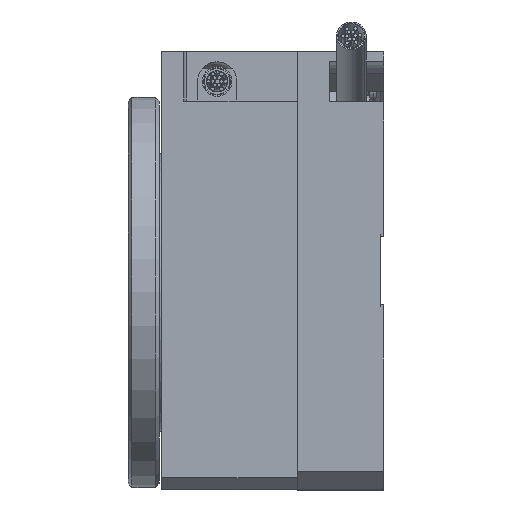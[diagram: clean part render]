
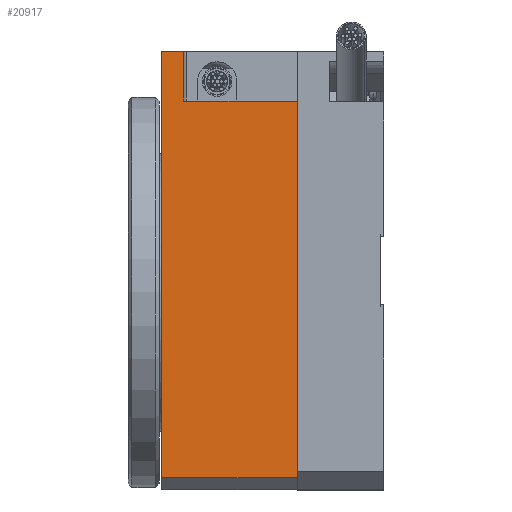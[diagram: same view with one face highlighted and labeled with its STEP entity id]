
A CAD part, left-side view. The second image highlights one B-rep face of the part: STEP entity #20917.
In plain terms, the highlighted planar face has unit normal (-1, 0, 0).
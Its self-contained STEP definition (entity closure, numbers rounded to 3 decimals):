
#2882 = VERTEX_POINT ( 'NONE', #24179 ) ;
#3508 = ORIENTED_EDGE ( 'NONE', *, *, #10561, .T. ) ;
#5333 = LINE ( 'NONE', #25980, #7261 ) ;
#5745 = CARTESIAN_POINT ( 'NONE',  ( -16., 0., -15. ) ) ;
#6452 = LINE ( 'NONE', #25438, #16442 ) ;
#6579 = VECTOR ( 'NONE', #39856, 1000. ) ;
#6652 = LINE ( 'NONE', #31122, #39150 ) ;
#7261 = VECTOR ( 'NONE', #38320, 1000. ) ;
#8675 = ORIENTED_EDGE ( 'NONE', *, *, #25643, .F. ) ;
#10561 = EDGE_CURVE ( 'NONE', #38218, #34894, #6652, .T. ) ;
#11898 = ORIENTED_EDGE ( 'NONE', *, *, #34858, .F. ) ;
#12606 = AXIS2_PLACEMENT_3D ( 'NONE', #18322, #27452, #30883 ) ;
#13700 = DIRECTION ( 'NONE',  ( 0., -1., 0. ) ) ;
#14089 = LINE ( 'NONE', #28889, #34596 ) ;
#14338 = ORIENTED_EDGE ( 'NONE', *, *, #20212, .T. ) ;
#14706 = EDGE_CURVE ( 'NONE', #34894, #22708, #33175, .T. ) ;
#16442 = VECTOR ( 'NONE', #28289, 1000. ) ;
#16855 = ORIENTED_EDGE ( 'NONE', *, *, #14706, .T. ) ;
#18322 = CARTESIAN_POINT ( 'NONE',  ( -16., 11., -16. ) ) ;
#19615 = CARTESIAN_POINT ( 'NONE',  ( -16., 11., 19.5 ) ) ;
#20212 = EDGE_CURVE ( 'NONE', #30321, #2882, #6452, .T. ) ;
#20917 = ADVANCED_FACE ( 'NONE', ( #34299 ), #24598, .F. ) ;
#22708 = VERTEX_POINT ( 'NONE', #33770 ) ;
#23951 = CARTESIAN_POINT ( 'NONE',  ( -16., 11., -15. ) ) ;
#24179 = CARTESIAN_POINT ( 'NONE',  ( -16., 9.2, 19.5 ) ) ;
#24598 = PLANE ( 'NONE',  #12606 ) ;
#25058 = DIRECTION ( 'NONE',  ( 0., -1., 0. ) ) ;
#25438 = CARTESIAN_POINT ( 'NONE',  ( -16., 9.2, 16.5 ) ) ;
#25643 = EDGE_CURVE ( 'NONE', #39518, #2882, #14089, .T. ) ;
#25980 = CARTESIAN_POINT ( 'NONE',  ( -16., 11., -16. ) ) ;
#27321 = CARTESIAN_POINT ( 'NONE',  ( -16., 0., -16. ) ) ;
#27452 = DIRECTION ( 'NONE',  ( 1., 0., 0. ) ) ;
#28289 = DIRECTION ( 'NONE',  ( 0., 0., 1. ) ) ;
#28889 = CARTESIAN_POINT ( 'NONE',  ( -16., 11., 19.5 ) ) ;
#30321 = VERTEX_POINT ( 'NONE', #34318 ) ;
#30792 = EDGE_LOOP ( 'NONE', ( #11898, #3508, #16855, #39130, #14338, #8675 ) ) ;
#30883 = DIRECTION ( 'NONE',  ( 0., 0., -1. ) ) ;
#31122 = CARTESIAN_POINT ( 'NONE',  ( -16., 11., -15. ) ) ;
#32110 = CARTESIAN_POINT ( 'NONE',  ( -16., 0., 15.5 ) ) ;
#33175 = LINE ( 'NONE', #27321, #6579 ) ;
#33770 = CARTESIAN_POINT ( 'NONE',  ( -16., 0., 15.5 ) ) ;
#34299 = FACE_OUTER_BOUND ( 'NONE', #30792, .T. ) ;
#34318 = CARTESIAN_POINT ( 'NONE',  ( -16., 9.2, 15.5 ) ) ;
#34596 = VECTOR ( 'NONE', #38178, 1000. ) ;
#34858 = EDGE_CURVE ( 'NONE', #38218, #39518, #5333, .T. ) ;
#34894 = VERTEX_POINT ( 'NONE', #5745 ) ;
#35827 = VECTOR ( 'NONE', #13700, 1000. ) ;
#37458 = EDGE_CURVE ( 'NONE', #30321, #22708, #37782, .T. ) ;
#37782 = LINE ( 'NONE', #32110, #35827 ) ;
#38178 = DIRECTION ( 'NONE',  ( 0., -1., 0. ) ) ;
#38218 = VERTEX_POINT ( 'NONE', #23951 ) ;
#38320 = DIRECTION ( 'NONE',  ( 0., 0., 1. ) ) ;
#39130 = ORIENTED_EDGE ( 'NONE', *, *, #37458, .F. ) ;
#39150 = VECTOR ( 'NONE', #25058, 1000. ) ;
#39518 = VERTEX_POINT ( 'NONE', #19615 ) ;
#39856 = DIRECTION ( 'NONE',  ( 0., 0., 1. ) ) ;
